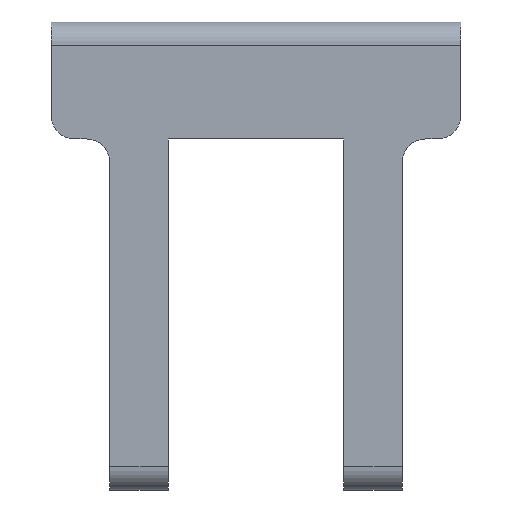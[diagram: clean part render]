
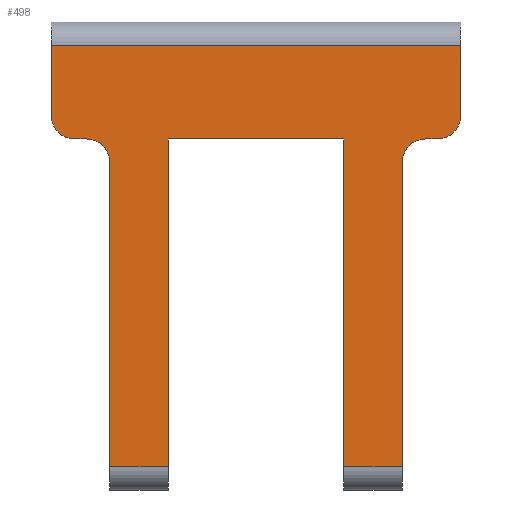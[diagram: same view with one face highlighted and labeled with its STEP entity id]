
A CAD part, left-side view. The second image highlights one B-rep face of the part: STEP entity #498.
In plain terms, the highlighted planar face has unit normal (-1, 0, 0).
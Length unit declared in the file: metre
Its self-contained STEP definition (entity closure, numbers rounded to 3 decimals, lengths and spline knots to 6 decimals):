
#37=CIRCLE('',#553,0.002);
#38=CIRCLE('',#554,0.002);
#39=CIRCLE('',#555,0.002);
#40=CIRCLE('',#556,0.002);
#101=ORIENTED_EDGE('',*,*,#215,.F.);
#102=ORIENTED_EDGE('',*,*,#239,.T.);
#103=ORIENTED_EDGE('',*,*,#228,.T.);
#104=ORIENTED_EDGE('',*,*,#240,.T.);
#105=ORIENTED_EDGE('',*,*,#232,.T.);
#106=ORIENTED_EDGE('',*,*,#241,.T.);
#107=ORIENTED_EDGE('',*,*,#235,.T.);
#108=ORIENTED_EDGE('',*,*,#242,.T.);
#109=ORIENTED_EDGE('',*,*,#195,.F.);
#110=ORIENTED_EDGE('',*,*,#198,.T.);
#111=ORIENTED_EDGE('',*,*,#202,.T.);
#112=ORIENTED_EDGE('',*,*,#243,.T.);
#113=ORIENTED_EDGE('',*,*,#206,.F.);
#114=ORIENTED_EDGE('',*,*,#244,.T.);
#115=ORIENTED_EDGE('',*,*,#208,.T.);
#116=ORIENTED_EDGE('',*,*,#245,.T.);
#195=EDGE_CURVE('',#266,#263,#312,.T.);
#198=EDGE_CURVE('',#266,#268,#315,.T.);
#202=EDGE_CURVE('',#268,#271,#317,.T.);
#206=EDGE_CURVE('',#275,#276,#320,.T.);
#208=EDGE_CURVE('',#277,#278,#321,.T.);
#215=EDGE_CURVE('',#284,#281,#327,.T.);
#228=EDGE_CURVE('',#296,#295,#336,.T.);
#232=EDGE_CURVE('',#300,#299,#339,.T.);
#235=EDGE_CURVE('',#302,#303,#341,.T.);
#239=EDGE_CURVE('',#284,#296,#344,.F.);
#240=EDGE_CURVE('',#295,#300,#37,.T.);
#241=EDGE_CURVE('',#299,#302,#38,.F.);
#242=EDGE_CURVE('',#303,#263,#345,.T.);
#243=EDGE_CURVE('',#271,#276,#346,.F.);
#244=EDGE_CURVE('',#275,#277,#39,.F.);
#245=EDGE_CURVE('',#278,#281,#40,.T.);
#263=VERTEX_POINT('',#738);
#266=VERTEX_POINT('',#743);
#268=VERTEX_POINT('',#749);
#271=VERTEX_POINT('',#757);
#275=VERTEX_POINT('',#766);
#276=VERTEX_POINT('',#768);
#277=VERTEX_POINT('',#772);
#278=VERTEX_POINT('',#773);
#281=VERTEX_POINT('',#781);
#284=VERTEX_POINT('',#786);
#295=VERTEX_POINT('',#813);
#296=VERTEX_POINT('',#815);
#299=VERTEX_POINT('',#822);
#300=VERTEX_POINT('',#824);
#302=VERTEX_POINT('',#830);
#303=VERTEX_POINT('',#831);
#312=LINE('',#744,#361);
#315=LINE('',#750,#364);
#317=LINE('',#758,#366);
#320=LINE('',#767,#369);
#321=LINE('',#771,#370);
#327=LINE('',#787,#376);
#336=LINE('',#814,#385);
#339=LINE('',#823,#388);
#341=LINE('',#829,#390);
#344=LINE('',#838,#393);
#345=LINE('',#841,#394);
#346=LINE('',#842,#395);
#361=VECTOR('',#591,1.);
#364=VECTOR('',#596,1.);
#366=VECTOR('',#604,1.);
#369=VECTOR('',#611,1.);
#370=VECTOR('',#616,1.);
#376=VECTOR('',#626,1.);
#385=VECTOR('',#649,1.);
#388=VECTOR('',#656,1.);
#390=VECTOR('',#662,1.);
#393=VECTOR('',#669,1.);
#394=VECTOR('',#674,1.);
#395=VECTOR('',#675,1.);
#420=EDGE_LOOP('',(#101,#102,#103,#104,#105,#106,#107,#108,#109,#110,#111,
#112,#113,#114,#115,#116));
#453=FACE_BOUND('',#420,.T.);
#482=PLANE('',#552);
#498=ADVANCED_FACE('',(#453),#482,.T.);
#552=AXIS2_PLACEMENT_3D('',#837,#667,#668);
#553=AXIS2_PLACEMENT_3D('',#839,#670,#671);
#554=AXIS2_PLACEMENT_3D('',#840,#672,#673);
#555=AXIS2_PLACEMENT_3D('',#843,#676,#677);
#556=AXIS2_PLACEMENT_3D('',#844,#678,#679);
#591=DIRECTION('',(0.,0.,-1.));
#596=DIRECTION('',(0.,-1.,0.));
#604=DIRECTION('',(0.,0.,-1.));
#611=DIRECTION('',(0.,0.,-1.));
#616=DIRECTION('',(0.,-1.,0.));
#626=DIRECTION('',(0.,0.,-1.));
#649=DIRECTION('',(0.,0.,-1.));
#656=DIRECTION('',(0.,-1.,0.));
#662=DIRECTION('',(0.,0.,-1.));
#667=DIRECTION('',(-1.,0.,0.));
#668=DIRECTION('',(0.,-1.,0.));
#669=DIRECTION('',(0.,-1.,0.));
#670=DIRECTION('',(-1.,0.,0.));
#671=DIRECTION('',(0.,0.,1.));
#672=DIRECTION('',(-1.,0.,0.));
#673=DIRECTION('',(0.,0.,1.));
#674=DIRECTION('',(0.,-1.,0.));
#675=DIRECTION('',(0.,1.,0.));
#676=DIRECTION('',(-1.,0.,0.));
#677=DIRECTION('',(0.,0.,1.));
#678=DIRECTION('',(-1.,0.,0.));
#679=DIRECTION('',(0.,0.,1.));
#738=CARTESIAN_POINT('',(-0.04,0.0075,0.003));
#743=CARTESIAN_POINT('',(-0.04,0.0075,0.031));
#744=CARTESIAN_POINT('',(-0.04,0.0075,0.016));
#749=CARTESIAN_POINT('',(-0.04,-0.0075,0.031));
#750=CARTESIAN_POINT('',(-0.04,0.,0.031));
#757=CARTESIAN_POINT('',(-0.04,-0.0075,0.003));
#758=CARTESIAN_POINT('',(-0.04,-0.0075,0.016));
#766=CARTESIAN_POINT('',(-0.04,-0.0125,0.029));
#767=CARTESIAN_POINT('',(-0.04,-0.0125,0.016));
#768=CARTESIAN_POINT('',(-0.04,-0.0125,0.003));
#771=CARTESIAN_POINT('',(-0.04,-0.015,0.031));
#772=CARTESIAN_POINT('',(-0.04,-0.0145,0.031));
#773=CARTESIAN_POINT('',(-0.04,-0.0155,0.031));
#781=CARTESIAN_POINT('',(-0.04,-0.0175,0.033));
#786=CARTESIAN_POINT('',(-0.04,-0.0175,0.039));
#787=CARTESIAN_POINT('',(-0.04,-0.0175,0.033));
#813=CARTESIAN_POINT('',(-0.04,0.0175,0.033));
#814=CARTESIAN_POINT('',(-0.04,0.0175,0.033));
#815=CARTESIAN_POINT('',(-0.04,0.0175,0.039));
#822=CARTESIAN_POINT('',(-0.04,0.0145,0.031));
#823=CARTESIAN_POINT('',(-0.04,0.015,0.031));
#824=CARTESIAN_POINT('',(-0.04,0.0155,0.031));
#829=CARTESIAN_POINT('',(-0.04,0.0125,0.016));
#830=CARTESIAN_POINT('',(-0.04,0.0125,0.029));
#831=CARTESIAN_POINT('',(-0.04,0.0125,0.003));
#837=CARTESIAN_POINT('',(-0.04,0.,0.021));
#838=CARTESIAN_POINT('',(-0.04,0.,0.039));
#839=CARTESIAN_POINT('',(-0.04,0.0155,0.033));
#840=CARTESIAN_POINT('',(-0.04,0.0145,0.029));
#841=CARTESIAN_POINT('',(-0.04,0.0075,0.003));
#842=CARTESIAN_POINT('',(-0.04,0.,0.003));
#843=CARTESIAN_POINT('',(-0.04,-0.0145,0.029));
#844=CARTESIAN_POINT('',(-0.04,-0.0155,0.033));
